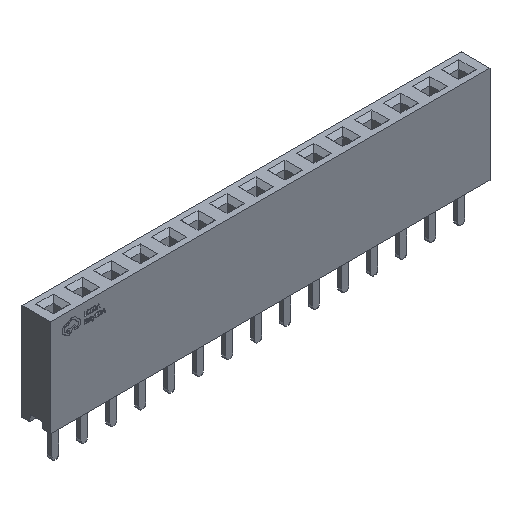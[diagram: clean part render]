
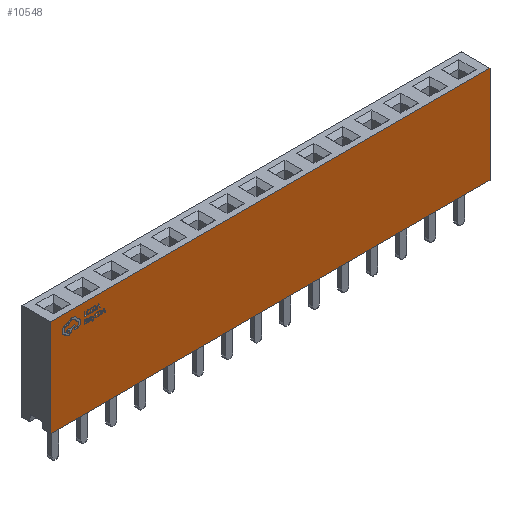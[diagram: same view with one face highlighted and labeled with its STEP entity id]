
A CAD part, isometric view. The second image highlights one B-rep face of the part: STEP entity #10548.
In plain terms, the highlighted planar face has unit normal (0, -1, 0).
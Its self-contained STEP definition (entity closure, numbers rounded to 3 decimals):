
#293=FACE_OUTER_BOUND('',#896,.T.);
#896=EDGE_LOOP('',(#6633,#6634,#6635,#6636));
#1515=LINE('',#14447,#2837);
#1578=LINE('',#14572,#2900);
#1590=LINE('',#14595,#2912);
#1592=LINE('',#14598,#2914);
#2837=VECTOR('',#11856,1.);
#2900=VECTOR('',#11921,1.);
#2912=VECTOR('',#11937,1.);
#2914=VECTOR('',#11941,1.);
#4156=VERTEX_POINT('',#14444);
#4157=VERTEX_POINT('',#14446);
#4218=VERTEX_POINT('',#14570);
#4227=VERTEX_POINT('',#14594);
#5099=EDGE_CURVE('',#4156,#4157,#1515,.T.);
#5162=EDGE_CURVE('',#4218,#4156,#1578,.T.);
#5174=EDGE_CURVE('',#4227,#4157,#1590,.T.);
#5176=EDGE_CURVE('',#4218,#4227,#1592,.T.);
#6633=ORIENTED_EDGE('',*,*,#5176,.T.);
#6634=ORIENTED_EDGE('',*,*,#5174,.T.);
#6635=ORIENTED_EDGE('',*,*,#5099,.F.);
#6636=ORIENTED_EDGE('',*,*,#5162,.F.);
#9415=PLANE('',#11204);
#10548=ADVANCED_FACE('',(#293),#9415,.T.);
#11204=AXIS2_PLACEMENT_3D('',#14602,#11946,#11947);
#11856=DIRECTION('',(1.,0.,0.));
#11921=DIRECTION('',(0.,0.,1.));
#11937=DIRECTION('',(0.,0.,1.));
#11941=DIRECTION('',(1.,0.,0.));
#11946=DIRECTION('center_axis',(0.,-1.,0.));
#11947=DIRECTION('ref_axis',(1.,0.,0.));
#14444=CARTESIAN_POINT('',(-19.25,-1.25,8.5));
#14446=CARTESIAN_POINT('',(19.25,-1.25,8.5));
#14447=CARTESIAN_POINT('',(-19.25,-1.25,8.5));
#14570=CARTESIAN_POINT('',(-19.25,-1.25,0.));
#14572=CARTESIAN_POINT('',(-19.25,-1.25,0.));
#14594=CARTESIAN_POINT('',(19.25,-1.25,0.));
#14595=CARTESIAN_POINT('',(19.25,-1.25,0.));
#14598=CARTESIAN_POINT('',(-19.25,-1.25,0.));
#14602=CARTESIAN_POINT('Origin',(-19.25,-1.25,0.));
